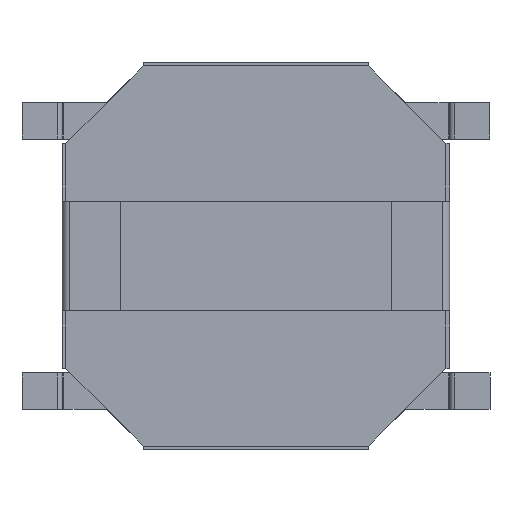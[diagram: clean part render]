
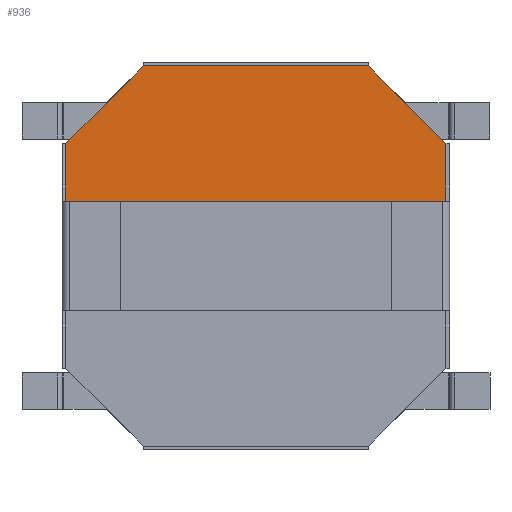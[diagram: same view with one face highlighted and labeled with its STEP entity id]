
A CAD part, front view. The second image highlights one B-rep face of the part: STEP entity #936.
In plain terms, the highlighted planar face has unit normal (0, -1, 0).
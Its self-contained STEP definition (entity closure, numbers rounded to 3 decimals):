
#23 = ORIENTED_EDGE ( 'NONE', *, *, #6203, .T. ) ;
#72 = DIRECTION ( 'NONE',  ( -0.707, 0., 0.707 ) ) ;
#76 = LINE ( 'NONE', #4795, #6132 ) ;
#194 = LINE ( 'NONE', #3378, #6251 ) ;
#364 = CARTESIAN_POINT ( 'NONE',  ( -1.539, 0., 2.6 ) ) ;
#488 = VERTEX_POINT ( 'NONE', #364 ) ;
#563 = ORIENTED_EDGE ( 'NONE', *, *, #2813, .T. ) ;
#717 = DIRECTION ( 'NONE',  ( 1., 0., 0. ) ) ;
#830 = DIRECTION ( 'NONE',  ( 0., 0., 1. ) ) ;
#936 = ADVANCED_FACE ( 'NONE', ( #1566 ), #3528, .T. ) ;
#1080 = AXIS2_PLACEMENT_3D ( 'NONE', #6495, #5320, #1992 ) ;
#1146 = CARTESIAN_POINT ( 'NONE',  ( -2.6, 0., 1.539 ) ) ;
#1265 = VECTOR ( 'NONE', #72, 1000. ) ;
#1353 = LINE ( 'NONE', #3480, #7561 ) ;
#1365 = VERTEX_POINT ( 'NONE', #7563 ) ;
#1566 = FACE_OUTER_BOUND ( 'NONE', #5000, .T. ) ;
#1642 = DIRECTION ( 'NONE',  ( -1., 0., 0. ) ) ;
#1704 = CARTESIAN_POINT ( 'NONE',  ( -1.539, 0., 2.6 ) ) ;
#1727 = VERTEX_POINT ( 'NONE', #1830 ) ;
#1763 = DIRECTION ( 'NONE',  ( -0.707, 0., -0.707 ) ) ;
#1830 = CARTESIAN_POINT ( 'NONE',  ( 2.6, 0., 1.539 ) ) ;
#1992 = DIRECTION ( 'NONE',  ( 0., 0., -1. ) ) ;
#2057 = CARTESIAN_POINT ( 'NONE',  ( -2.6, 0., 0.75 ) ) ;
#2331 = CARTESIAN_POINT ( 'NONE',  ( 1.539, 0., 2.6 ) ) ;
#2433 = ORIENTED_EDGE ( 'NONE', *, *, #7363, .T. ) ;
#2617 = ORIENTED_EDGE ( 'NONE', *, *, #6351, .T. ) ;
#2813 = EDGE_CURVE ( 'NONE', #4115, #488, #194, .T. ) ;
#3005 = CARTESIAN_POINT ( 'NONE',  ( 2.6, 0., 1.539 ) ) ;
#3178 = CARTESIAN_POINT ( 'NONE',  ( 2.6, 0., -1.539 ) ) ;
#3255 = VECTOR ( 'NONE', #830, 1000. ) ;
#3378 = CARTESIAN_POINT ( 'NONE',  ( 1.539, 0., 2.6 ) ) ;
#3480 = CARTESIAN_POINT ( 'NONE',  ( -2.6, 0., 0. ) ) ;
#3528 = PLANE ( 'NONE',  #1080 ) ;
#3885 = ORIENTED_EDGE ( 'NONE', *, *, #5590, .T. ) ;
#4064 = VERTEX_POINT ( 'NONE', #1146 ) ;
#4115 = VERTEX_POINT ( 'NONE', #2331 ) ;
#4240 = EDGE_CURVE ( 'NONE', #5362, #1365, #76, .T. ) ;
#4795 = CARTESIAN_POINT ( 'NONE',  ( 0., 0., 0.75 ) ) ;
#4822 = LINE ( 'NONE', #3178, #3255 ) ;
#5000 = EDGE_LOOP ( 'NONE', ( #2433, #23, #5501, #2617, #3885, #563 ) ) ;
#5320 = DIRECTION ( 'NONE',  ( 0., -1., 0. ) ) ;
#5362 = VERTEX_POINT ( 'NONE', #2057 ) ;
#5501 = ORIENTED_EDGE ( 'NONE', *, *, #4240, .T. ) ;
#5590 = EDGE_CURVE ( 'NONE', #1727, #4115, #7116, .T. ) ;
#6077 = LINE ( 'NONE', #1704, #7435 ) ;
#6132 = VECTOR ( 'NONE', #717, 1000. ) ;
#6203 = EDGE_CURVE ( 'NONE', #4064, #5362, #1353, .T. ) ;
#6251 = VECTOR ( 'NONE', #1642, 1000. ) ;
#6351 = EDGE_CURVE ( 'NONE', #1365, #1727, #4822, .T. ) ;
#6495 = CARTESIAN_POINT ( 'NONE',  ( 0., 0., 0. ) ) ;
#7116 = LINE ( 'NONE', #3005, #1265 ) ;
#7363 = EDGE_CURVE ( 'NONE', #488, #4064, #6077, .T. ) ;
#7435 = VECTOR ( 'NONE', #1763, 1000. ) ;
#7561 = VECTOR ( 'NONE', #7573, 1000. ) ;
#7563 = CARTESIAN_POINT ( 'NONE',  ( 2.6, 0., 0.75 ) ) ;
#7573 = DIRECTION ( 'NONE',  ( 0., 0., -1. ) ) ;
